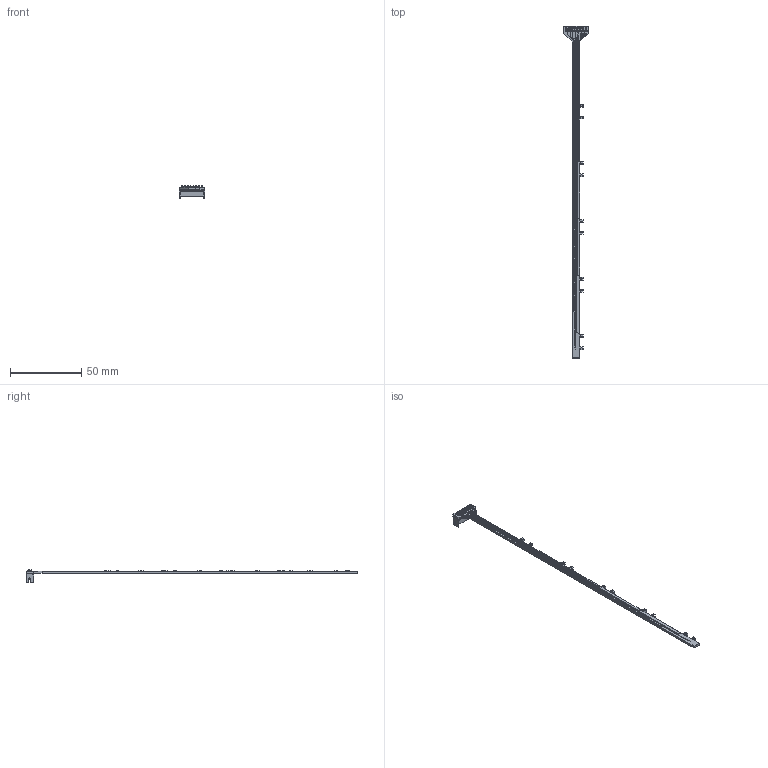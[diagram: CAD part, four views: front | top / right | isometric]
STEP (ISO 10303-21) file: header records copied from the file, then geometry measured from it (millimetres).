
FILE_DESCRIPTION(/* description */ (''),/* implementation_level */ '2;1');
FILE_NAME(/* name */ 'sense_pcb_d v3.step',/* time_stamp */ '2023-04-26T20:44:40-05:00',/* author */ (''),/* organization */ (''),/* preprocessor_version */ 'ST-DEVELOPER v19.2',/* originating_system */ 'Autodesk Translation Framework v11.17.0.187',/* authorisation */ '');
FILE_SCHEMA (('AUTOMOTIVE_DESIGN { 1 0 10303 214 3 1 1 }'));
Length unit declared in the file: millimetre
Products named in the file (11): sense_pcb_d; Board; 1-copper; 16-copper; 1-soldermask; 16-soldermask; Packages; CONN_DF11-16DP-2DSA(01)_HIR; CONN_DF11-16DP-2DSA(01)_HIR v2; DF11-16DP-2DSA v1; DF11-16DP-2DSAÈª
Assembly tree (10 placements, depth 6):
  sense_pcb_d
    Board
    1-copper
    16-copper
    1-soldermask
    16-soldermask
    Packages
      CONN_DF11-16DP-2DSA(01)_HIR
        CONN_DF11-16DP-2DSA(01)_HIR v2
          DF11-16DP-2DSA v1
            DF11-16DP-2DSAÈª
Bounding box: 18 x 233 x 9.6 mm (x, y, z)
Volume: 2335.3 mm3; surface area: 11429.2 mm2
Topology: 167 solids, 167 shells, 2084 faces, 5026 edges, 3308 vertices
Faces by surface type: plane 1601, cylinder 483
Full cylindrical faces by diameter (mm): 0.235 x70, 0.305 x40, 0.692 x80, 0.762 x64
Entity records: 61264 total; most frequent: CARTESIAN_POINT 10440, DIRECTION 10204, ORIENTED_EDGE 10052, EDGE_CURVE 5026, LINE 4060, VECTOR 4060, VERTEX_POINT 3308, AXIS2_PLACEMENT_3D 3072
